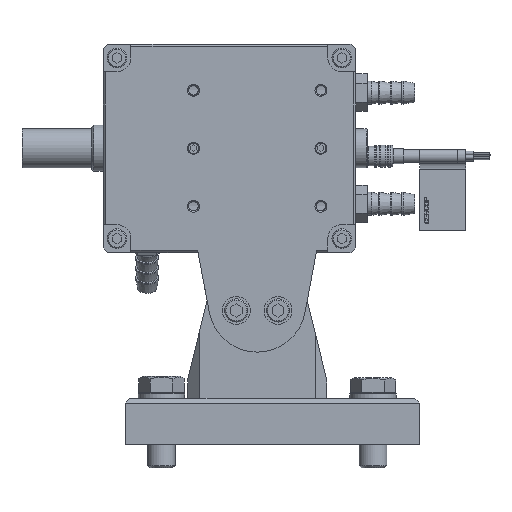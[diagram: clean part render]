
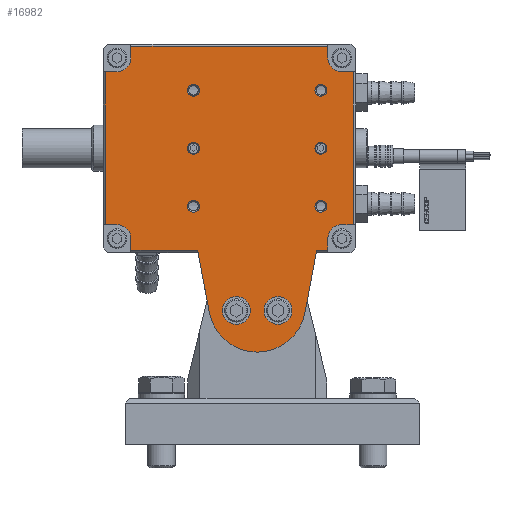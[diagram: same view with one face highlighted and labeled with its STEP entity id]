
A CAD part, left-side view. The second image highlights one B-rep face of the part: STEP entity #16982.
In plain terms, the highlighted planar face has unit normal (-1, 0, 0).
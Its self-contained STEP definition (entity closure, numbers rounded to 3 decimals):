
#486=LINE('',#23805,#1521);
#487=LINE('',#23808,#1522);
#488=LINE('',#23810,#1523);
#489=LINE('',#23814,#1524);
#490=LINE('',#23816,#1525);
#491=LINE('',#23818,#1526);
#492=LINE('',#23822,#1527);
#493=LINE('',#23824,#1528);
#494=LINE('',#23826,#1529);
#495=LINE('',#23830,#1530);
#496=LINE('',#23832,#1531);
#497=LINE('',#23834,#1532);
#498=LINE('',#23838,#1533);
#499=LINE('',#23840,#1534);
#500=LINE('',#23842,#1535);
#1521=VECTOR('',#19633,1000.);
#1522=VECTOR('',#19634,1000.);
#1523=VECTOR('',#19635,1000.);
#1524=VECTOR('',#19638,1000.);
#1525=VECTOR('',#19639,1000.);
#1526=VECTOR('',#19640,1000.);
#1527=VECTOR('',#19643,1000.);
#1528=VECTOR('',#19644,1000.);
#1529=VECTOR('',#19645,1000.);
#1530=VECTOR('',#19648,1000.);
#1531=VECTOR('',#19649,1000.);
#1532=VECTOR('',#19650,1000.);
#1533=VECTOR('',#19653,1000.);
#1534=VECTOR('',#19654,1000.);
#1535=VECTOR('',#19655,1000.);
#2556=PLANE('',#18052);
#3177=ORIENTED_EDGE('',*,*,#6667,.T.);
#3178=ORIENTED_EDGE('',*,*,#6668,.T.);
#3179=ORIENTED_EDGE('',*,*,#6669,.T.);
#3180=ORIENTED_EDGE('',*,*,#6670,.T.);
#3181=ORIENTED_EDGE('',*,*,#6671,.T.);
#3182=ORIENTED_EDGE('',*,*,#6672,.T.);
#3183=ORIENTED_EDGE('',*,*,#6673,.T.);
#3184=ORIENTED_EDGE('',*,*,#6674,.T.);
#3185=ORIENTED_EDGE('',*,*,#6675,.T.);
#3186=ORIENTED_EDGE('',*,*,#6676,.T.);
#3187=ORIENTED_EDGE('',*,*,#6677,.T.);
#3188=ORIENTED_EDGE('',*,*,#6678,.T.);
#3189=ORIENTED_EDGE('',*,*,#6679,.T.);
#3190=ORIENTED_EDGE('',*,*,#6680,.T.);
#3191=ORIENTED_EDGE('',*,*,#6681,.T.);
#3192=ORIENTED_EDGE('',*,*,#6682,.T.);
#3193=ORIENTED_EDGE('',*,*,#6683,.T.);
#3194=ORIENTED_EDGE('',*,*,#6684,.T.);
#3195=ORIENTED_EDGE('',*,*,#6685,.F.);
#3196=ORIENTED_EDGE('',*,*,#6686,.F.);
#3197=ORIENTED_EDGE('',*,*,#6687,.F.);
#3198=ORIENTED_EDGE('',*,*,#6688,.T.);
#3199=ORIENTED_EDGE('',*,*,#6689,.T.);
#3200=ORIENTED_EDGE('',*,*,#6690,.T.);
#3201=ORIENTED_EDGE('',*,*,#6691,.T.);
#3202=ORIENTED_EDGE('',*,*,#6692,.T.);
#3203=ORIENTED_EDGE('',*,*,#6693,.T.);
#3204=ORIENTED_EDGE('',*,*,#6694,.T.);
#6667=EDGE_CURVE('',#8412,#8412,#9702,.T.);
#6668=EDGE_CURVE('',#8413,#8413,#9703,.T.);
#6669=EDGE_CURVE('',#8414,#8414,#9704,.T.);
#6670=EDGE_CURVE('',#8415,#8415,#9705,.T.);
#6671=EDGE_CURVE('',#8416,#8416,#9706,.T.);
#6672=EDGE_CURVE('',#8417,#8417,#9707,.T.);
#6673=EDGE_CURVE('',#8418,#8418,#9708,.T.);
#6674=EDGE_CURVE('',#8419,#8419,#9709,.T.);
#6675=EDGE_CURVE('',#8420,#8421,#486,.T.);
#6676=EDGE_CURVE('',#8421,#8422,#487,.T.);
#6677=EDGE_CURVE('',#8422,#8423,#488,.T.);
#6678=EDGE_CURVE('',#8423,#8424,#9710,.F.);
#6679=EDGE_CURVE('',#8424,#8425,#489,.T.);
#6680=EDGE_CURVE('',#8425,#8426,#490,.T.);
#6681=EDGE_CURVE('',#8426,#8427,#491,.T.);
#6682=EDGE_CURVE('',#8427,#8428,#9711,.F.);
#6683=EDGE_CURVE('',#8428,#8429,#492,.T.);
#6684=EDGE_CURVE('',#8429,#8430,#493,.T.);
#6685=EDGE_CURVE('',#8431,#8430,#494,.T.);
#6686=EDGE_CURVE('',#8432,#8431,#9712,.T.);
#6687=EDGE_CURVE('',#8433,#8432,#495,.T.);
#6688=EDGE_CURVE('',#8433,#8434,#496,.T.);
#6689=EDGE_CURVE('',#8434,#8435,#497,.T.);
#6690=EDGE_CURVE('',#8435,#8436,#9713,.F.);
#6691=EDGE_CURVE('',#8436,#8437,#498,.T.);
#6692=EDGE_CURVE('',#8437,#8438,#499,.T.);
#6693=EDGE_CURVE('',#8438,#8439,#500,.T.);
#6694=EDGE_CURVE('',#8439,#8420,#9714,.T.);
#8412=VERTEX_POINT('',#23790);
#8413=VERTEX_POINT('',#23792);
#8414=VERTEX_POINT('',#23794);
#8415=VERTEX_POINT('',#23796);
#8416=VERTEX_POINT('',#23798);
#8417=VERTEX_POINT('',#23800);
#8418=VERTEX_POINT('',#23802);
#8419=VERTEX_POINT('',#23804);
#8420=VERTEX_POINT('',#23806);
#8421=VERTEX_POINT('',#23807);
#8422=VERTEX_POINT('',#23809);
#8423=VERTEX_POINT('',#23811);
#8424=VERTEX_POINT('',#23813);
#8425=VERTEX_POINT('',#23815);
#8426=VERTEX_POINT('',#23817);
#8427=VERTEX_POINT('',#23819);
#8428=VERTEX_POINT('',#23821);
#8429=VERTEX_POINT('',#23823);
#8430=VERTEX_POINT('',#23825);
#8431=VERTEX_POINT('',#23827);
#8432=VERTEX_POINT('',#23829);
#8433=VERTEX_POINT('',#23831);
#8434=VERTEX_POINT('',#23833);
#8435=VERTEX_POINT('',#23835);
#8436=VERTEX_POINT('',#23837);
#8437=VERTEX_POINT('',#23839);
#8438=VERTEX_POINT('',#23841);
#8439=VERTEX_POINT('',#23843);
#9702=CIRCLE('',#18053,2.567);
#9703=CIRCLE('',#18054,2.567);
#9704=CIRCLE('',#18055,2.567);
#9705=CIRCLE('',#18056,2.567);
#9706=CIRCLE('',#18057,2.567);
#9707=CIRCLE('',#18058,2.567);
#9708=CIRCLE('',#18059,6.);
#9709=CIRCLE('',#18060,6.);
#9710=CIRCLE('',#18061,6.);
#9711=CIRCLE('',#18062,6.);
#9712=CIRCLE('',#18063,6.);
#9713=CIRCLE('',#18064,6.);
#9714=CIRCLE('',#18065,21.);
#10305=EDGE_LOOP('',(#3177));
#10306=EDGE_LOOP('',(#3178));
#10307=EDGE_LOOP('',(#3179));
#10308=EDGE_LOOP('',(#3180));
#10309=EDGE_LOOP('',(#3181));
#10310=EDGE_LOOP('',(#3182));
#10311=EDGE_LOOP('',(#3183));
#10312=EDGE_LOOP('',(#3184));
#10313=EDGE_LOOP('',(#3185,#3186,#3187,#3188,#3189,#3190,#3191,#3192,#3193,
#3194,#3195,#3196,#3197,#3198,#3199,#3200,#3201,#3202,#3203,#3204));
#11686=FACE_BOUND('',#10305,.T.);
#11687=FACE_BOUND('',#10306,.T.);
#11688=FACE_BOUND('',#10307,.T.);
#11689=FACE_BOUND('',#10308,.T.);
#11690=FACE_BOUND('',#10309,.T.);
#11691=FACE_BOUND('',#10310,.T.);
#11692=FACE_BOUND('',#10311,.T.);
#11693=FACE_BOUND('',#10312,.T.);
#11694=FACE_BOUND('',#10313,.T.);
#16982=ADVANCED_FACE('',(#11686,#11687,#11688,#11689,#11690,#11691,#11692,
#11693,#11694),#2556,.F.);
#18052=AXIS2_PLACEMENT_3D('',#23788,#19615,#19616);
#18053=AXIS2_PLACEMENT_3D('',#23789,#19617,#19618);
#18054=AXIS2_PLACEMENT_3D('',#23791,#19619,#19620);
#18055=AXIS2_PLACEMENT_3D('',#23793,#19621,#19622);
#18056=AXIS2_PLACEMENT_3D('',#23795,#19623,#19624);
#18057=AXIS2_PLACEMENT_3D('',#23797,#19625,#19626);
#18058=AXIS2_PLACEMENT_3D('',#23799,#19627,#19628);
#18059=AXIS2_PLACEMENT_3D('',#23801,#19629,#19630);
#18060=AXIS2_PLACEMENT_3D('',#23803,#19631,#19632);
#18061=AXIS2_PLACEMENT_3D('',#23812,#19636,#19637);
#18062=AXIS2_PLACEMENT_3D('',#23820,#19641,#19642);
#18063=AXIS2_PLACEMENT_3D('',#23828,#19646,#19647);
#18064=AXIS2_PLACEMENT_3D('',#23836,#19651,#19652);
#18065=AXIS2_PLACEMENT_3D('',#23844,#19656,#19657);
#19615=DIRECTION('',(1.,0.,0.));
#19616=DIRECTION('',(0.,0.,-1.));
#19617=DIRECTION('',(1.,0.,0.));
#19618=DIRECTION('',(0.,0.,-1.));
#19619=DIRECTION('',(1.,0.,0.));
#19620=DIRECTION('',(0.,0.,-1.));
#19621=DIRECTION('',(1.,0.,0.));
#19622=DIRECTION('',(0.,0.,-1.));
#19623=DIRECTION('',(1.,0.,0.));
#19624=DIRECTION('',(0.,0.,-1.));
#19625=DIRECTION('',(1.,0.,0.));
#19626=DIRECTION('',(0.,0.,-1.));
#19627=DIRECTION('',(1.,0.,0.));
#19628=DIRECTION('',(0.,0.,-1.));
#19629=DIRECTION('',(1.,0.,0.));
#19630=DIRECTION('',(0.,0.,-1.));
#19631=DIRECTION('',(1.,0.,0.));
#19632=DIRECTION('',(0.,0.,-1.));
#19633=DIRECTION('',(0.,-0.185,0.983));
#19634=DIRECTION('',(0.,-1.,0.));
#19635=DIRECTION('',(0.,0.,1.));
#19636=DIRECTION('',(-1.,0.,0.));
#19637=DIRECTION('',(0.,0.,1.));
#19638=DIRECTION('',(0.,-1.,0.));
#19639=DIRECTION('',(0.,0.,1.));
#19640=DIRECTION('',(0.,1.,0.));
#19641=DIRECTION('',(-1.,0.,0.));
#19642=DIRECTION('',(0.,0.,1.));
#19643=DIRECTION('',(0.,0.,1.));
#19644=DIRECTION('',(0.,1.,0.));
#19645=DIRECTION('',(0.,0.,1.));
#19646=DIRECTION('',(-1.,0.,0.));
#19647=DIRECTION('',(0.,0.,1.));
#19648=DIRECTION('',(0.,-1.,0.));
#19649=DIRECTION('',(0.,0.,-1.));
#19650=DIRECTION('',(0.,-1.,0.));
#19651=DIRECTION('',(-1.,0.,0.));
#19652=DIRECTION('',(0.,0.,1.));
#19653=DIRECTION('',(0.,0.,-1.));
#19654=DIRECTION('',(0.,-1.,0.));
#19655=DIRECTION('',(0.,-0.185,-0.983));
#19656=DIRECTION('',(-1.,0.,0.));
#19657=DIRECTION('',(0.,0.,1.));
#23788=CARTESIAN_POINT('',(-19.,81.,-40.));
#23789=CARTESIAN_POINT('',(-19.,70.,25.));
#23790=CARTESIAN_POINT('',(-19.,70.,22.433));
#23791=CARTESIAN_POINT('',(-19.,70.,0.));
#23792=CARTESIAN_POINT('',(-19.,70.,-2.567));
#23793=CARTESIAN_POINT('',(-19.,70.,-25.));
#23794=CARTESIAN_POINT('',(-19.,70.,-27.567));
#23795=CARTESIAN_POINT('',(-19.,15.,25.));
#23796=CARTESIAN_POINT('',(-19.,15.,22.433));
#23797=CARTESIAN_POINT('',(-19.,15.,0.));
#23798=CARTESIAN_POINT('',(-19.,15.,-2.567));
#23799=CARTESIAN_POINT('',(-19.,15.,-25.));
#23800=CARTESIAN_POINT('',(-19.,15.,-27.567));
#23801=CARTESIAN_POINT('',(-19.,51.5,-70.));
#23802=CARTESIAN_POINT('',(-19.,51.5,-76.));
#23803=CARTESIAN_POINT('',(-19.,33.5,-70.));
#23804=CARTESIAN_POINT('',(-19.,33.5,-76.));
#23805=CARTESIAN_POINT('',(-19.,17.,-45.));
#23806=CARTESIAN_POINT('',(-19.,21.861,-70.877));
#23807=CARTESIAN_POINT('',(-19.,16.812,-44.));
#23808=CARTESIAN_POINT('',(-19.,81.,-44.));
#23809=CARTESIAN_POINT('',(-19.,12.,-44.));
#23810=CARTESIAN_POINT('',(-19.,12.,-39.));
#23811=CARTESIAN_POINT('',(-19.,12.,-39.));
#23812=CARTESIAN_POINT('',(-19.,6.,-39.));
#23813=CARTESIAN_POINT('',(-19.,6.,-33.));
#23814=CARTESIAN_POINT('',(-19.,6.,-33.));
#23815=CARTESIAN_POINT('',(-19.,1.,-33.));
#23816=CARTESIAN_POINT('',(-19.,1.,-40.));
#23817=CARTESIAN_POINT('',(-19.,1.,33.));
#23818=CARTESIAN_POINT('',(-19.,6.,33.));
#23819=CARTESIAN_POINT('',(-19.,6.,33.));
#23820=CARTESIAN_POINT('',(-19.,6.,39.));
#23821=CARTESIAN_POINT('',(-19.,12.,39.));
#23822=CARTESIAN_POINT('',(-19.,12.,39.));
#23823=CARTESIAN_POINT('',(-19.,12.,44.));
#23824=CARTESIAN_POINT('',(-19.,81.,44.));
#23825=CARTESIAN_POINT('',(-19.,97.,44.));
#23826=CARTESIAN_POINT('',(-19.,97.,39.));
#23827=CARTESIAN_POINT('',(-19.,97.,39.));
#23828=CARTESIAN_POINT('',(-19.,103.,39.));
#23829=CARTESIAN_POINT('',(-19.,103.,33.));
#23830=CARTESIAN_POINT('',(-19.,103.,33.));
#23831=CARTESIAN_POINT('',(-19.,108.,33.));
#23832=CARTESIAN_POINT('',(-19.,108.,-33.));
#23833=CARTESIAN_POINT('',(-19.,108.,-33.));
#23834=CARTESIAN_POINT('',(-19.,103.,-33.));
#23835=CARTESIAN_POINT('',(-19.,103.,-33.));
#23836=CARTESIAN_POINT('',(-19.,103.,-39.));
#23837=CARTESIAN_POINT('',(-19.,97.,-39.));
#23838=CARTESIAN_POINT('',(-19.,97.,-39.));
#23839=CARTESIAN_POINT('',(-19.,97.,-44.));
#23840=CARTESIAN_POINT('',(-19.,81.,-44.));
#23841=CARTESIAN_POINT('',(-19.,68.188,-44.));
#23842=CARTESIAN_POINT('',(-19.,68.,-45.));
#23843=CARTESIAN_POINT('',(-19.,63.139,-70.877));
#23844=CARTESIAN_POINT('',(-19.,42.5,-67.));
